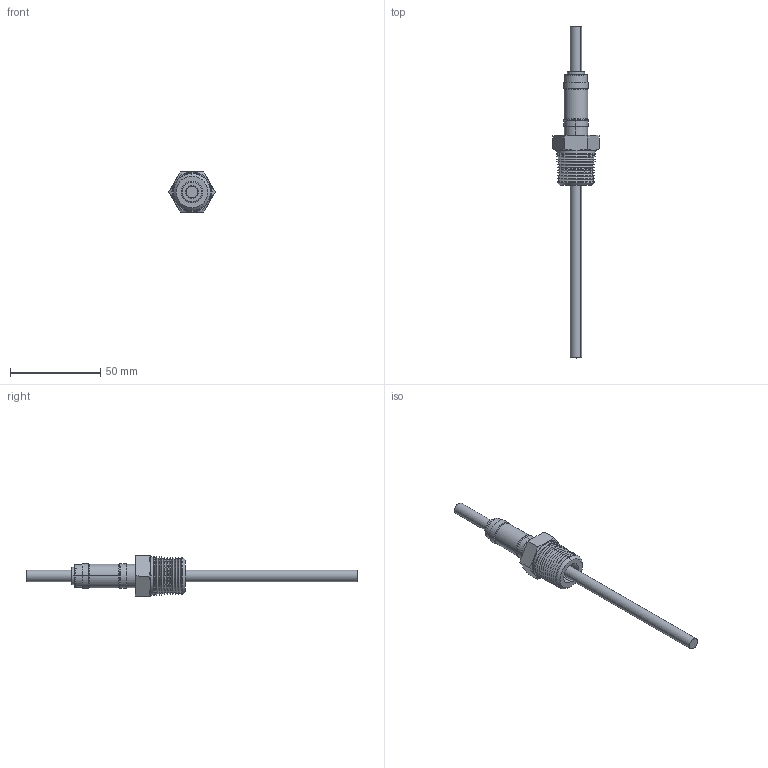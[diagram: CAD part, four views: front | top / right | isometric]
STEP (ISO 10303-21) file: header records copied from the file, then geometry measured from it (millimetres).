
FILE_DESCRIPTION (( 'STEP AP203' ), '1' );
FILE_NAME ('A0003-3-NPT.STEP', '2013-05-16T12:25:34', ( '' ), ( '' ), 'SwSTEP 2.0', 'SolidWorks 2012', '' );
FILE_SCHEMA (( 'CONFIG_CONTROL_DESIGN' ));
Length unit declared in the file: inch
Products named in the file (1): A0003-3-NPT
Bounding box: 25.66 x 184.15 x 22.23 mm (x, y, z)
Volume: 15703.7 mm3; surface area: 11699.4 mm2
Topology: 1 solids, 1 shells, 132 faces, 280 edges, 165 vertices
Faces by surface type: cone 69, cylinder 34, plane 23, torus 6
Entity records: 3664 total; most frequent: DIRECTION 675, CARTESIAN_POINT 674, ORIENTED_EDGE 560, AXIS2_PLACEMENT_3D 286, EDGE_CURVE 280, VERTEX_POINT 165, CIRCLE 153, EDGE_LOOP 147
